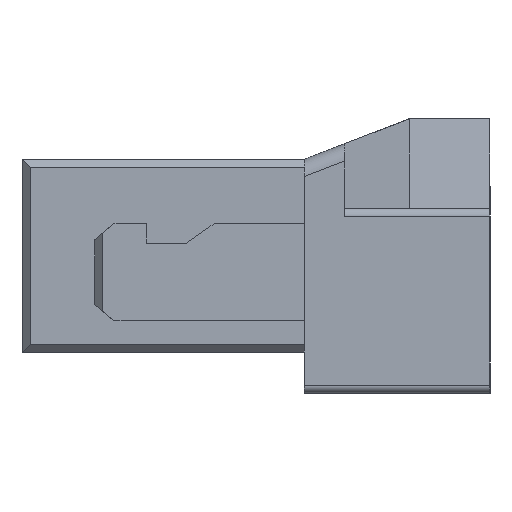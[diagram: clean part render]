
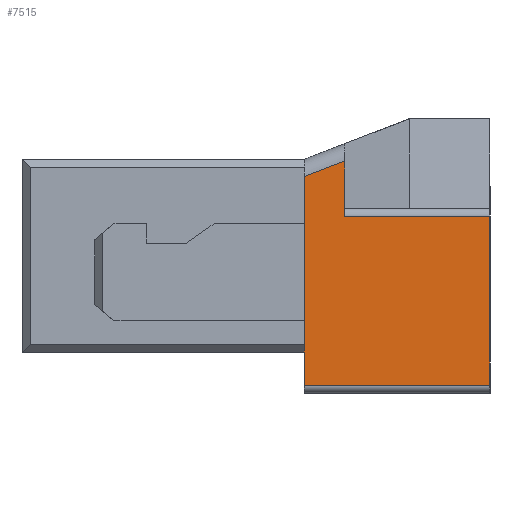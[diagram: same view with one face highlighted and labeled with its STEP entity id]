
A CAD part, left-side view. The second image highlights one B-rep face of the part: STEP entity #7515.
In plain terms, the highlighted planar face has unit normal (-1, 0, 0).
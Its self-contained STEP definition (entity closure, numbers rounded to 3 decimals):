
#1360=ORIENTED_EDGE('',*,*,#3251,.T.);
#1361=ORIENTED_EDGE('',*,*,#3252,.T.);
#1362=ORIENTED_EDGE('',*,*,#3085,.T.);
#1363=ORIENTED_EDGE('',*,*,#3090,.T.);
#1364=ORIENTED_EDGE('',*,*,#3253,.T.);
#1365=ORIENTED_EDGE('',*,*,#3250,.T.);
#3085=EDGE_CURVE('',#4099,#4098,#4911,.T.);
#3090=EDGE_CURVE('',#4098,#4102,#4914,.T.);
#3250=EDGE_CURVE('',#4185,#4186,#5042,.T.);
#3251=EDGE_CURVE('',#4186,#4187,#5043,.T.);
#3252=EDGE_CURVE('',#4187,#4099,#5044,.F.);
#3253=EDGE_CURVE('',#4102,#4185,#5045,.T.);
#4098=VERTEX_POINT('',#11339);
#4099=VERTEX_POINT('',#11341);
#4102=VERTEX_POINT('',#11349);
#4185=VERTEX_POINT('',#11664);
#4186=VERTEX_POINT('',#11666);
#4187=VERTEX_POINT('',#11670);
#4911=LINE('',#11340,#5848);
#4914=LINE('',#11350,#5851);
#5042=LINE('',#11667,#5979);
#5043=LINE('',#11669,#5980);
#5044=LINE('',#11671,#5981);
#5045=LINE('',#11672,#5982);
#5848=VECTOR('',#9053,1000.);
#5851=VECTOR('',#9062,1000.);
#5979=VECTOR('',#9400,1000.);
#5980=VECTOR('',#9403,1000.);
#5981=VECTOR('',#9404,1000.);
#5982=VECTOR('',#9405,1000.);
#6469=EDGE_LOOP('',(#1360,#1361,#1362,#1363,#1364,#1365));
#6844=FACE_BOUND('',#6469,.T.);
#7186=PLANE('',#7992);
#7515=ADVANCED_FACE('',(#6844),#7186,.F.);
#7992=AXIS2_PLACEMENT_3D('',#11668,#9401,#9402);
#9053=DIRECTION('',(0.,0.,1.));
#9062=DIRECTION('',(0.,0.933,-0.359));
#9400=DIRECTION('',(0.,-1.,0.));
#9401=DIRECTION('',(1.,0.,0.));
#9402=DIRECTION('',(0.,0.,-1.));
#9403=DIRECTION('',(0.,0.,1.));
#9404=DIRECTION('',(0.,-1.,0.));
#9405=DIRECTION('',(0.,0.,-1.));
#11339=CARTESIAN_POINT('',(-2.,0.9,0.589));
#11340=CARTESIAN_POINT('',(-2.,0.9,0.296));
#11341=CARTESIAN_POINT('',(-2.,0.9,0.246));
#11349=CARTESIAN_POINT('',(-2.,1.15,0.493));
#11350=CARTESIAN_POINT('',(-2.,3.124,-0.267));
#11664=CARTESIAN_POINT('',(-2.,1.15,-0.8));
#11666=CARTESIAN_POINT('',(-2.,0.,-0.8));
#11667=CARTESIAN_POINT('',(-2.,2.9,-0.8));
#11668=CARTESIAN_POINT('',(-2.,2.9,-0.85));
#11669=CARTESIAN_POINT('',(-2.,0.,-0.85));
#11670=CARTESIAN_POINT('',(-2.,0.,0.246));
#11671=CARTESIAN_POINT('',(-2.,2.9,0.246));
#11672=CARTESIAN_POINT('',(-2.,1.15,-0.85));
